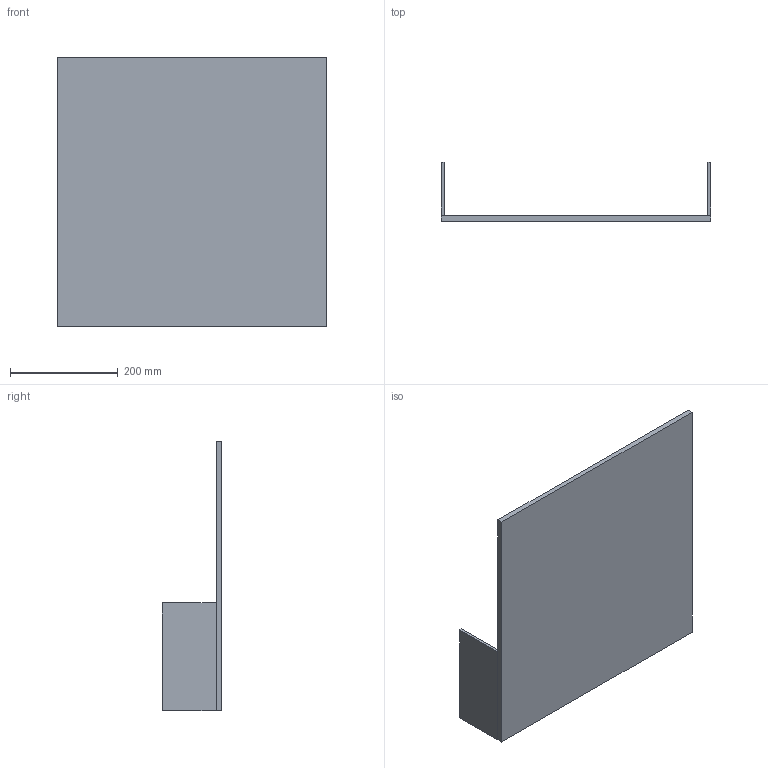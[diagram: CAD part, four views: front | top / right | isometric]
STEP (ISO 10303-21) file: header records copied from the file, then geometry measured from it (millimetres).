
FILE_DESCRIPTION (( 'STEP AP203' ), '1' );
FILE_NAME ('500菁啣ぐ蚾.', '2021-06-11T02:09:34', ( '' ), ( '' ), 'SwSTEP 2.0', 'SolidWorks 2020', '' );
FILE_SCHEMA (( 'CONFIG_CONTROL_DESIGN' ));
Length unit declared in the file: millimetre
Products named in the file (3): 500ｵﾗｰ蝪綫_ﾄｬﾈﾏ___ｨｨ_; 500ｵﾗｰ衄ｴﾗｰ_｡茖ﾁ｡綫___ｨ｢__; ｲ牴蝪綫_ﾄｬﾈﾏ___ｨｨ_
Assembly tree (3 placements, depth 2):
  500ｵﾗｰ衄ｴﾗｰ_｡茖ﾁ｡綫___ｨ｢__
    500ｵﾗｰ蝪綫_ﾄｬﾈﾏ___ｨｨ_
    ｲ牴蝪綫_ﾄｬﾈﾏ___ｨｨ_  x2
Bounding box: 500 x 110 x 500 mm (x, y, z)
Volume: 2700000 mm3; surface area: 606000 mm2
Topology: 3 solids, 3 shells, 18 faces, 36 edges, 24 vertices
Faces by surface type: plane 18
Entity records: 645 total; most frequent: DIRECTION 60, CARTESIAN_POINT 58, ORIENTED_EDGE 48, PERSON_AND_ORGANIZATION 27, EDGE_CURVE 24, LINE 24, VECTOR 24, COORDINATED_UNIVERSAL_TIME_OFFSET 21
